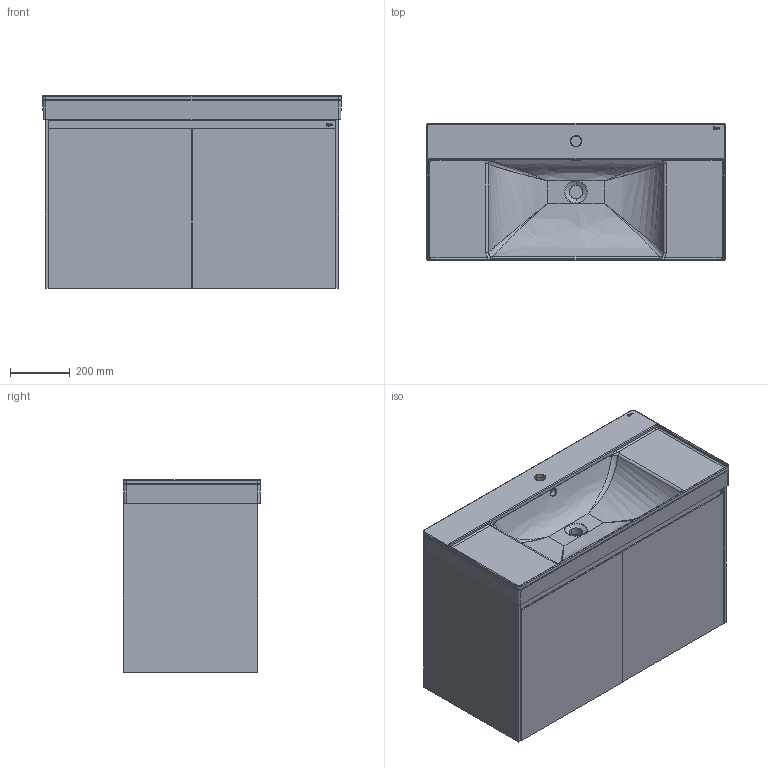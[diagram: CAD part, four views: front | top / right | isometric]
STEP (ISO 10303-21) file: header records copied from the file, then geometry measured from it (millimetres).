
FILE_DESCRIPTION(/* description */ (''),/* implementation_level */ '2;1');
FILE_NAME(/* name */ 'STEP - A8525155.',/* time_stamp */ '2024-10-24T16:51:39+11:00',/* author */ (''),/* organization */ (''),/* preprocessor_version */ 'ST-DEVELOPER v16.5',/* originating_system */ 'Rhino 7.37',/* authorisation */ '');
FILE_SCHEMA (('CONFIG_CONTROL_DESIGN'));
Length unit declared in the file: millimetre
Products named in the file (4): Document; Roca Ona 1000 All-Door (Centre); Roca ONA 1000C BASIN23; Roca Ona DOOR 1000
Assembly tree (3 placements, depth 3):
  Document
    Roca Ona 1000 All-Door (Centre)
      Roca ONA 1000C BASIN23
      Roca Ona DOOR 1000
Bounding box: 1000 x 460 x 645 mm (x, y, z)
Volume: 34926631.2 mm3; surface area: 6416437 mm2
Topology: 9 solids, 10 shells, 309 faces, 1032 edges, 639 vertices
Faces by surface type: plane 165, bspline 82, cylinder 62
Entity records: 17819 total; most frequent: CARTESIAN_POINT 10520, ORIENTED_EDGE 1773, EDGE_CURVE 1023, B_SPLINE_CURVE_WITH_KNOTS 764, VERTEX_POINT 639, EDGE_LOOP 333, ADVANCED_FACE 309, FACE_OUTER_BOUND 309
